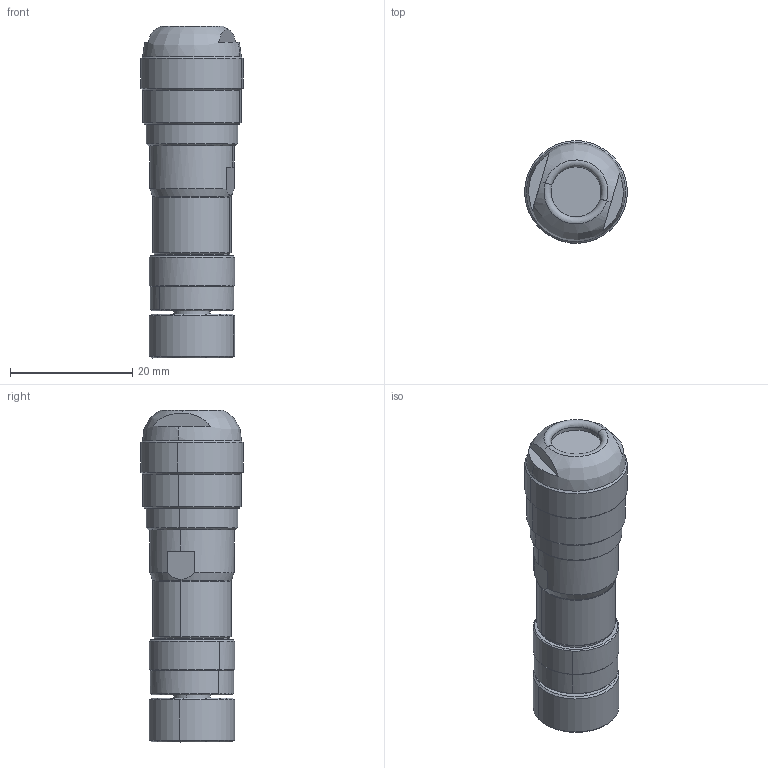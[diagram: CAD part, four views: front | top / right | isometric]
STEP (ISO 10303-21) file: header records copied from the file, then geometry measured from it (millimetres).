
FILE_DESCRIPTION(('CATIA V5 STEP Exchange','CAx-IF Rec.Pracs.--- Model Styling and Organization---1.4--- 2014-01-23'),'2;1');
FILE_NAME ('D1452139_1', '2021-03-09T09:58:57+00:00', ('none'), ('Weidmueller'), 'CATIA Version 5-6 Release 2016 SP3 HF44', 'CATIA V5 STEP AP214', 'none');
FILE_SCHEMA(('AUTOMOTIVE_DESIGN { 1 0 10303 214 1 1 1 1 }'));
Length unit declared in the file: millimetre
Products named in the file (1): v5-standard_part
Bounding box: 16.77 x 16.77 x 54.35 mm (x, y, z)
Volume: 8451.9 mm3; surface area: 3533.3 mm2
Topology: 2 solids, 2 shells, 140 faces, 302 edges, 182 vertices
Faces by surface type: cylinder 60, cone 40, plane 30, torus 8, bspline 2
Entity records: 4206 total; most frequent: CARTESIAN_POINT 1239, ORIENTED_EDGE 600, DIRECTION 525, EDGE_CURVE 300, AXIS2_PLACEMENT_3D 280, VERTEX_POINT 182, EDGE_LOOP 166, CIRCLE 141
